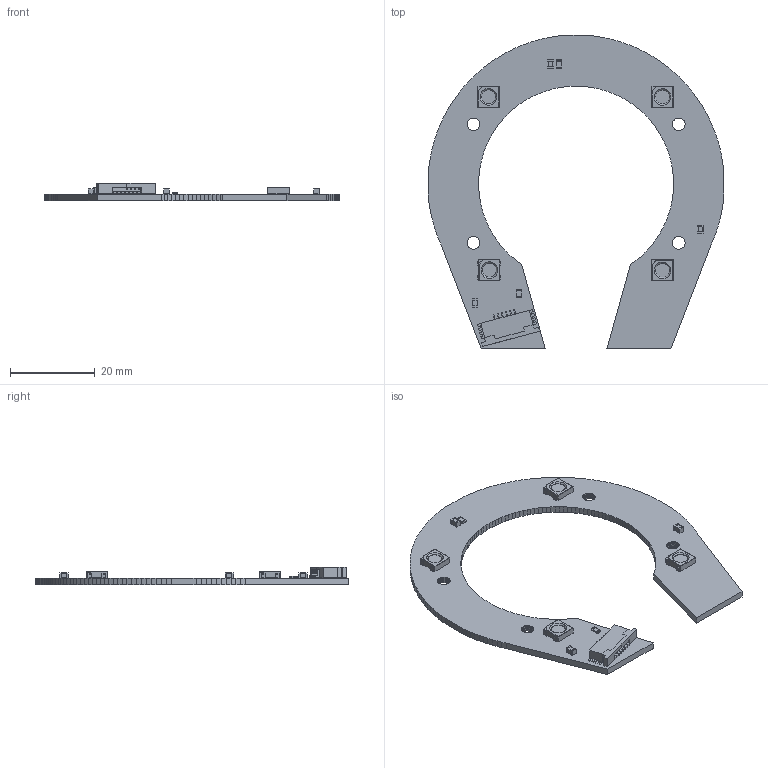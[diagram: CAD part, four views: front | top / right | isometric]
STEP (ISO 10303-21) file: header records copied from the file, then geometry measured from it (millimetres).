
FILE_DESCRIPTION(/* description */ (''),/* implementation_level */ '2;1');
FILE_NAME(/* name */ 'PCBLAM~4',/* time_stamp */ '2023-11-08T15:09:10-08:00',/* author */ (''),/* organization */ (''),/* preprocessor_version */ 'ST-DEVELOPER v16.5',/* originating_system */ '',/* authorisation */ '');
FILE_SCHEMA (('AUTOMOTIVE_DESIGN'));
Length unit declared in the file: millimetre
Products named in the file (1): Document
Bounding box: 69.82 x 73.94 x 4.19 mm (x, y, z)
Volume: 3803.6 mm3; surface area: 5815.4 mm2
Topology: 11 solids, 11 shells, 957 faces, 2738 edges, 1800 vertices
Faces by surface type: plane 805, bspline 152
Entity records: 28914 total; most frequent: CARTESIAN_POINT 11023, ORIENTED_EDGE 5476, EDGE_CURVE 2738, B_SPLINE_CURVE_WITH_KNOTS 2462, VERTEX_POINT 1800, EDGE_LOOP 994, ADVANCED_FACE 957, FACE_OUTER_BOUND 957
